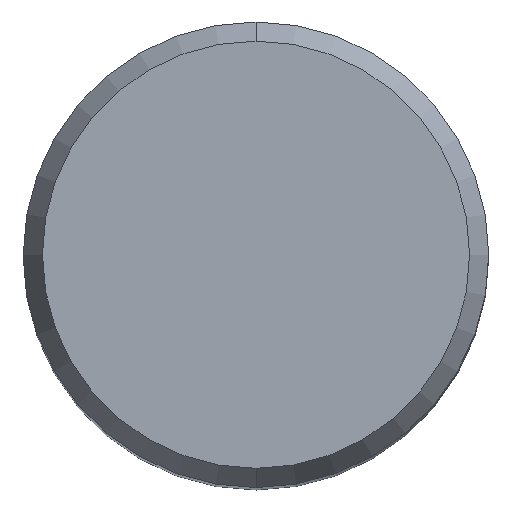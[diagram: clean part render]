
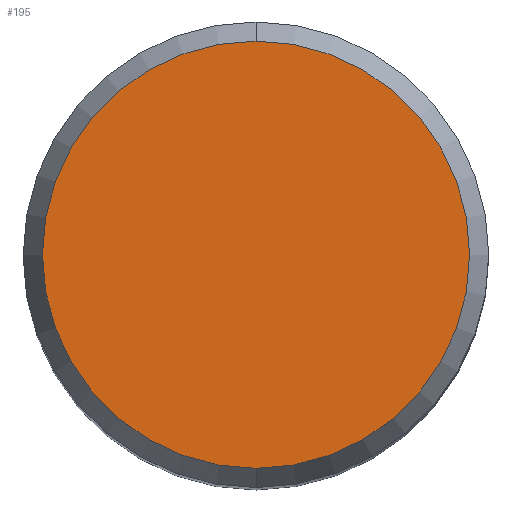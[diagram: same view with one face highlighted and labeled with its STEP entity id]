
A CAD part, top view. The second image highlights one B-rep face of the part: STEP entity #195.
In plain terms, the highlighted planar face has unit normal (0, 0, 1).
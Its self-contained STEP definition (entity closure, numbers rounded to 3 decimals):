
#195=ADVANCED_FACE('',(#487),#488,.T.);
#293=VERTEX_POINT('',#598);
#351=EDGE_CURVE('',#417,#293,#664,.T.);
#357=EDGE_CURVE('',#293,#417,#670,.T.);
#417=VERTEX_POINT('',#733);
#487=FACE_OUTER_BOUND('',#832,.T.);
#488=PLANE('',#833);
#598=CARTESIAN_POINT('',(0.0,6.423,0.0));
#664=CIRCLE('',#1181,6.423);
#670=CIRCLE('',#1216,6.423);
#733=CARTESIAN_POINT('',(0.,-6.423,0.0));
#832=EDGE_LOOP('',(#1463,#1464));
#833=AXIS2_PLACEMENT_3D('',#1465,#1466,#1467);
#1181=AXIS2_PLACEMENT_3D('',#1684,#1685,#1686);
#1216=AXIS2_PLACEMENT_3D('',#1690,#1691,#1692);
#1463=ORIENTED_EDGE('',*,*,#357,.F.);
#1464=ORIENTED_EDGE('',*,*,#351,.F.);
#1465=CARTESIAN_POINT('',(0.0,3.211,0.0));
#1466=DIRECTION('',(-0.0,0.0,1.0));
#1467=DIRECTION('',(0.0,-1.0,0.0));
#1684=CARTESIAN_POINT('',(0.0,0.0,0.0));
#1685=DIRECTION('',(0.0,0.0,-1.0));
#1686=DIRECTION('',(0.0,1.0,0.0));
#1690=CARTESIAN_POINT('',(0.0,0.0,0.0));
#1691=DIRECTION('',(0.0,0.0,-1.0));
#1692=DIRECTION('',(0.0,1.0,0.0));
